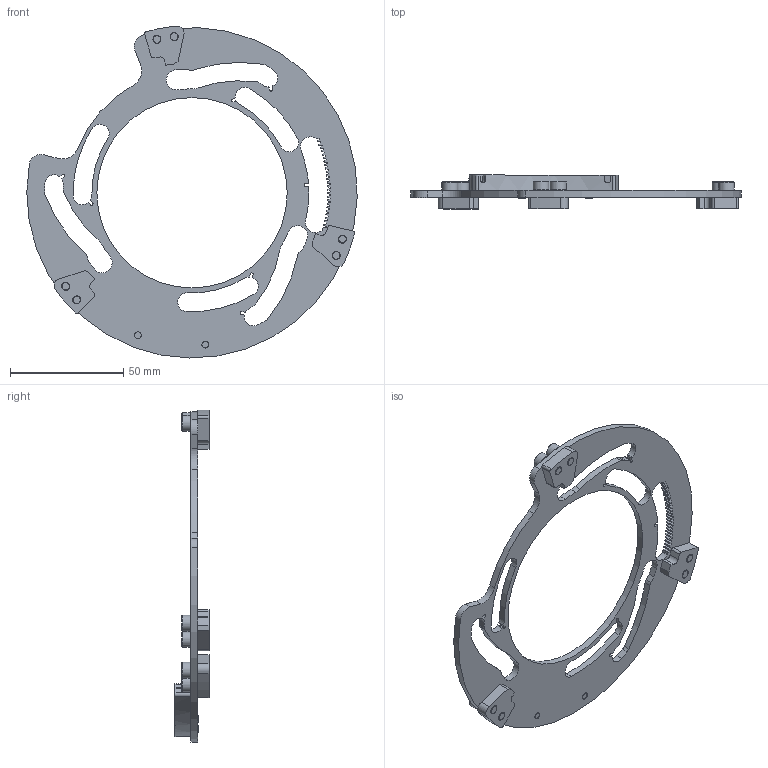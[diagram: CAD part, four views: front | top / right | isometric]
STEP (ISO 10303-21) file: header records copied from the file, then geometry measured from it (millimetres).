
FILE_DESCRIPTION(/* description */ (''),/* implementation_level */ '2;1');
FILE_NAME(/* name */ 'Lock Disk.stp',/* time_stamp */ '2024-05-14T13:28:09+01:00',/* author */ ('Shane'),/* organization */ (''),/* preprocessor_version */ 'ST-DEVELOPER v18.1',/* originating_system */ 'Autodesk Inventor 2022',/* authorisation */ '');
FILE_SCHEMA (('CONFIG_CONTROL_DESIGN'));
Length unit declared in the file: millimetre
Products named in the file (14): Assembly1; 6825-1229-Cartridge Locking Disk-11APR23; 6825-1262-Cartridge Lock Switch Surface-11APR23; 6825-1263-Cartridge Lock Pin Backing Block-11APR23; 6825-1263-Cartridge Lock Pin Backing Block-11APR23_1; 6825-1263-Cartridge Lock Pin Backing Block-11APR23_2; 6825-1441-M4x8mm Socket Head Capscrew-11APR23; 6825-1441-M4x8mm Socket Head Capscrew-11APR23_1; 6825-1441-M4x8mm Socket Head Capscrew-11APR23_2; 6825-1441-M4x8mm Socket Head Capscrew-11APR23_3; 6825-1441-M4x8mm Socket Head Capscrew-11APR23_4; 6825-1441-M4x8mm Socket Head Capscrew-11APR23_5; 6825-1437-M3x10 Counter Sunk Screw-11APR23; 6825-1437-M3x10 Counter Sunk Screw-11APR23_1
Assembly tree (13 placements, depth 2):
  Assembly1
    6825-1229-Cartridge Locking Disk-11APR23
    6825-1262-Cartridge Lock Switch Surface-11APR23
    6825-1263-Cartridge Lock Pin Backing Block-11APR23
    6825-1263-Cartridge Lock Pin Backing Block-11APR23_1
    6825-1263-Cartridge Lock Pin Backing Block-11APR23_2
    6825-1441-M4x8mm Socket Head Capscrew-11APR23
    6825-1441-M4x8mm Socket Head Capscrew-11APR23_1
    6825-1441-M4x8mm Socket Head Capscrew-11APR23_2
    6825-1441-M4x8mm Socket Head Capscrew-11APR23_3
    6825-1441-M4x8mm Socket Head Capscrew-11APR23_4
    6825-1441-M4x8mm Socket Head Capscrew-11APR23_5
    6825-1437-M3x10 Counter Sunk Screw-11APR23
    6825-1437-M3x10 Counter Sunk Screw-11APR23_1
Bounding box: 145.57 x 15 x 146.28 mm (x, y, z)
Volume: 28456.5 mm3; surface area: 27092.5 mm2
Topology: 13 solids, 13 shells, 709 faces, 1841 edges, 1179 vertices
Faces by surface type: cylinder 323, plane 189, bspline 96, cone 47, sphere 33, torus 21
Full cylindrical faces by diameter (mm): 2.5 x2, 3 x2, 3.3 x6, 4 x6, 4.2 x6, 7 x6, 83.88 x1
Entity records: 25819 total; most frequent: CARTESIAN_POINT 7577, DIRECTION 3790, ORIENTED_EDGE 3682, EDGE_CURVE 1841, AXIS2_PLACEMENT_3D 1479, VERTEX_POINT 1179, LINE 832, VECTOR 832
